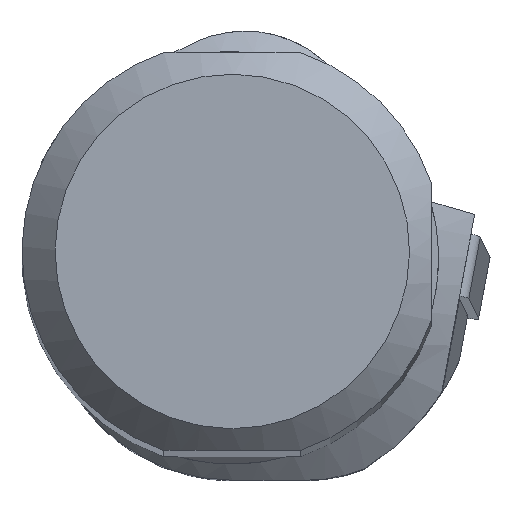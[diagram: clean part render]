
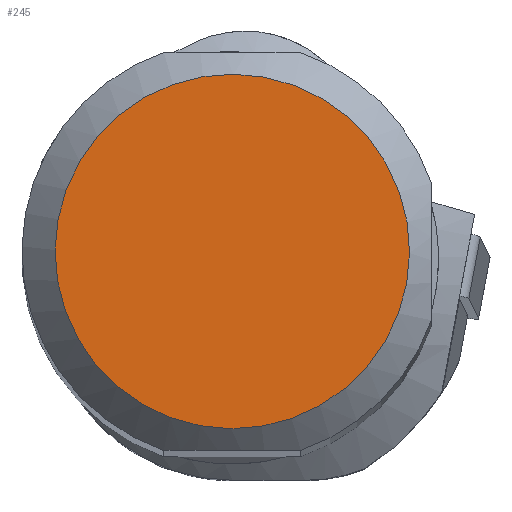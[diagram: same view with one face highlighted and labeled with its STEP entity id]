
A CAD part, top view. The second image highlights one B-rep face of the part: STEP entity #245.
In plain terms, the highlighted planar face has unit normal (0, 0, 1).
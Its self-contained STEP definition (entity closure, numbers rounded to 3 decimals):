
#179=FACE_OUTER_BOUND('',#531,.T.);
#245=ADVANCED_FACE('CU_SU_BP3',(#179),#297,.F.);
#297=PLANE('',#1425);
#531=EDGE_LOOP('',(#753));
#753=ORIENTED_EDGE('',*,*,#1138,.T.);
#1001=VERTEX_POINT('',#2177);
#1138=EDGE_CURVE('',#1001,#1001,#1242,.T.);
#1242=CIRCLE('',#1410,13.364);
#1410=AXIS2_PLACEMENT_3D('',#2176,#1668,#1669);
#1425=AXIS2_PLACEMENT_3D('',#2281,#1706,#1707);
#1668=DIRECTION('',(0.,0.,1.));
#1669=DIRECTION('',(-0.983,0.181,0.));
#1706=DIRECTION('',(0.,0.,-1.));
#1707=DIRECTION('',(-0.983,0.181,0.));
#2176=CARTESIAN_POINT('',(0.,0.,
0.));
#2177=CARTESIAN_POINT('',(-13.142,2.425,0.));
#2281=CARTESIAN_POINT('',(-15.864,0.,0.));
